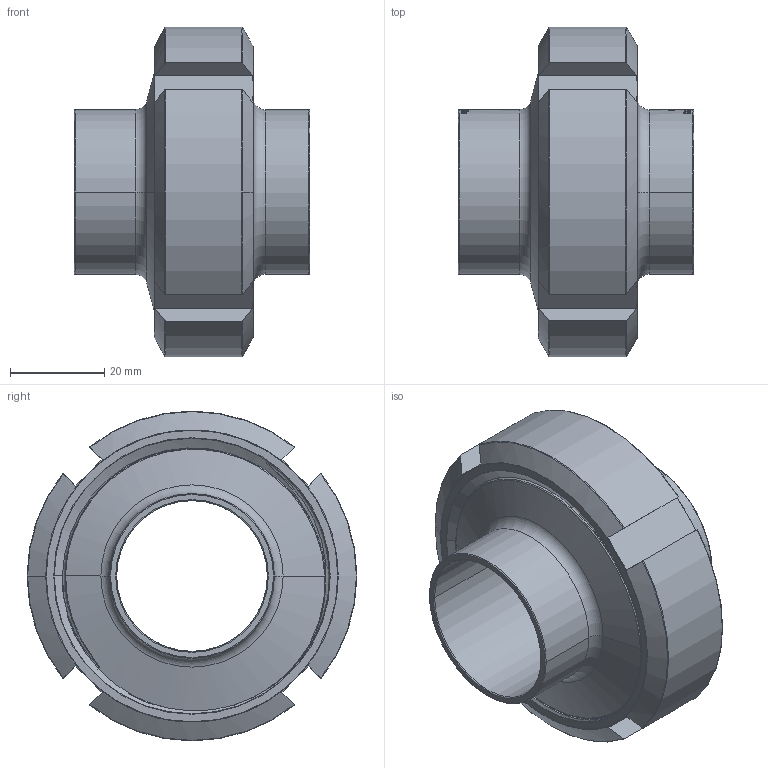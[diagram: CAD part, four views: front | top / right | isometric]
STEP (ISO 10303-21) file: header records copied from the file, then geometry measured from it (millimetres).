
FILE_DESCRIPTION (( 'STEP AP214' ), '1' );
FILE_NAME ('GL-212-032-x Verschraubung DIN11851 heco.STEP', '2017-08-28T06:59:29', ( '' ), ( '' ), 'SwSTEP 2.0', 'SolidWorks 2016', '' );
FILE_SCHEMA (( 'AUTOMOTIVE_DESIGN' ));
Length unit declared in the file: millimetre
Products named in the file (1): GL-212-032-x Verschraubung DIN11851 heco
Bounding box: 50 x 70 x 70 mm (x, y, z)
Volume: 61199.1 mm3; surface area: 36631.7 mm2
Topology: 4 solids, 4 shells, 716 faces, 1870 edges, 1224 vertices
Faces by surface type: bspline 307, plane 228, cylinder 83, torus 73, cone 25
Entity records: 55633 total; most frequent: CARTESIAN_POINT 32648, ORIENTED_EDGE 3740, DIRECTION 2067, EDGE_CURVE 1870, VERTEX_POINT 1224, B_SPLINE_CURVE_WITH_KNOTS 948, EDGE_LOOP 786, AXIS2_PLACEMENT_3D 767
